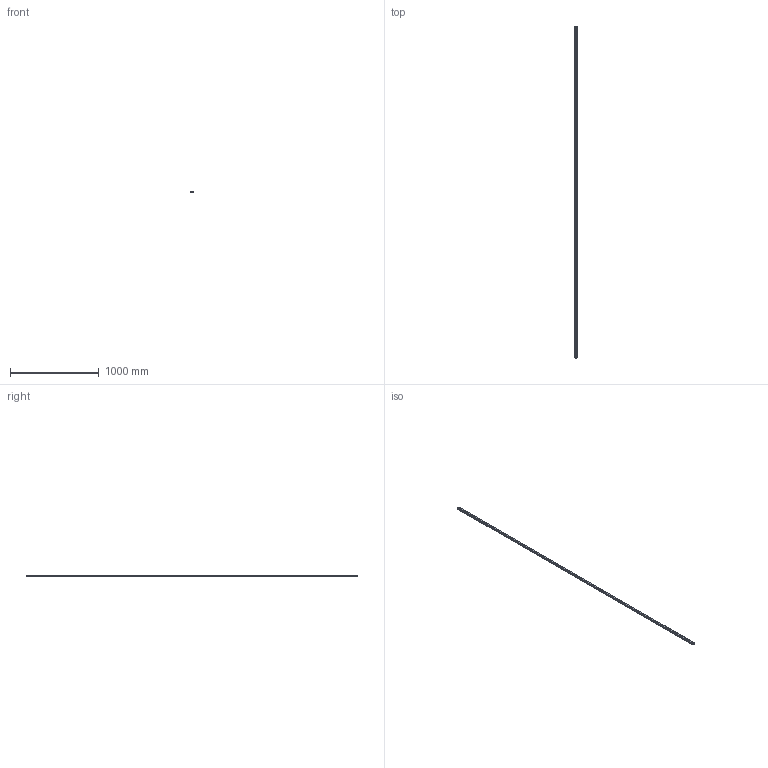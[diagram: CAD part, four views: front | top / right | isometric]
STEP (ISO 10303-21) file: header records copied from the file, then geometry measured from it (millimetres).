
FILE_DESCRIPTION(('STEP AP214'),'1');
FILE_NAME('cctmp_86D84D7B-237D-4A1D-BFA7-C7F765DB1DD1_2021_01_25_11_36_46_0884..stp','2021-01-25T10:36:47',('HIWIN GmbH'),('CADClick - www.CADClick.com'),'Spatial InterOp 3D',' ','unknown authorization');
FILE_SCHEMA(('AUTOMOTIVE_DESIGN'));
Length unit declared in the file: millimetre
Products named in the file (1): HGR25T3750C_FILE
Bounding box: 23 x 3750 x 22 mm (x, y, z)
Volume: 1621206.9 mm3; surface area: 355856.2 mm2
Topology: 1 solids, 1 shells, 552 faces, 1701 edges, 1029 vertices
Faces by surface type: plane 278, cylinder 148, cone 126
Entity records: 22755 total; most frequent: DIRECTION 3481, CARTESIAN_POINT 3157, ORIENTED_EDGE 3150, EDGE_CURVE 1575, AXIS2_PLACEMENT_3D 1353, VERTEX_POINT 1029, LINE 775, VECTOR 775
